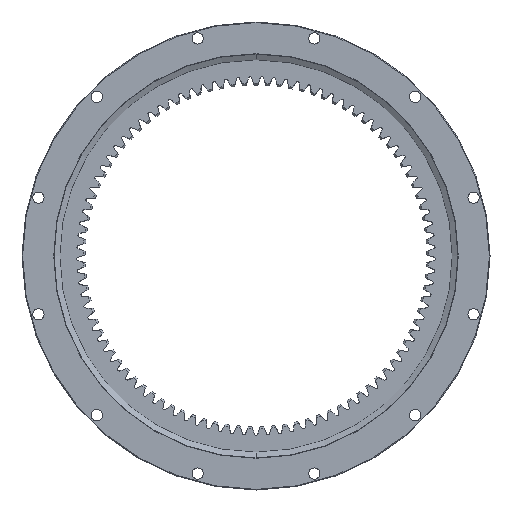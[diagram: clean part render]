
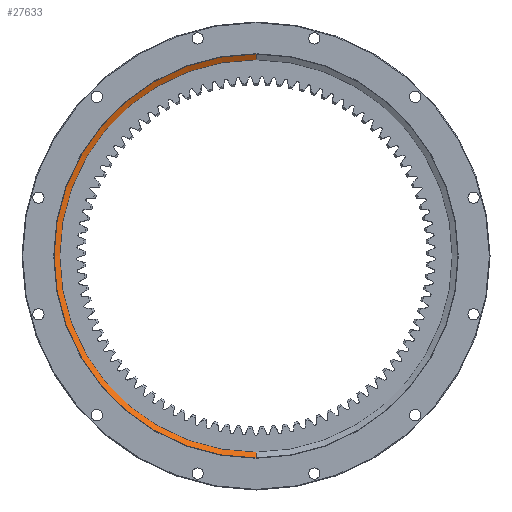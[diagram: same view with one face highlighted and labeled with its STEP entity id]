
A CAD part, front view. The second image highlights one B-rep face of the part: STEP entity #27633.
In plain terms, the highlighted conical face has half-angle 59.671 degrees and reference radius 322.75 mm.
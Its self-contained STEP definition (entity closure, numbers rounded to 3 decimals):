
#2541 = AXIS2_PLACEMENT_3D ( 'NONE', #6131, #5620, #9195 ) ;
#3149 = ORIENTED_EDGE ( 'NONE', *, *, #9354, .F. ) ;
#3449 = VERTEX_POINT ( 'NONE', #19060 ) ;
#5062 = ORIENTED_EDGE ( 'NONE', *, *, #8010, .F. ) ;
#5385 = VERTEX_POINT ( 'NONE', #16717 ) ;
#5585 = CIRCLE ( 'NONE', #35125, 322.75 ) ;
#5620 = DIRECTION ( 'NONE',  ( 0., -1., 0. ) ) ;
#5945 = DIRECTION ( 'NONE',  ( 0., -1., 0. ) ) ;
#6131 = CARTESIAN_POINT ( 'NONE',  ( 0., -16.961, 0. ) ) ;
#7320 = EDGE_LOOP ( 'NONE', ( #3149, #9189, #11101, #5062 ) ) ;
#7363 = CIRCLE ( 'NONE', #2541, 313.624 ) ;
#8010 = EDGE_CURVE ( 'NONE', #5385, #10214, #24176, .T. ) ;
#9189 = ORIENTED_EDGE ( 'NONE', *, *, #13883, .T. ) ;
#9195 = DIRECTION ( 'NONE',  ( 0., 0., -1. ) ) ;
#9354 = EDGE_CURVE ( 'NONE', #3449, #5385, #7363, .T. ) ;
#10202 = DIRECTION ( 'NONE',  ( 0., -0.505, -0.863 ) ) ;
#10214 = VERTEX_POINT ( 'NONE', #38474 ) ;
#11101 = ORIENTED_EDGE ( 'NONE', *, *, #28195, .T. ) ;
#12064 = AXIS2_PLACEMENT_3D ( 'NONE', #18958, #12910, #22530 ) ;
#12910 = DIRECTION ( 'NONE',  ( 0., -1., 0. ) ) ;
#13686 = VECTOR ( 'NONE', #20875, 1000. ) ;
#13883 = EDGE_CURVE ( 'NONE', #3449, #17307, #25625, .T. ) ;
#14705 = CARTESIAN_POINT ( 'NONE',  ( 0., -22.3, 322.75 ) ) ;
#15833 = DIRECTION ( 'NONE',  ( 0., 0., -1. ) ) ;
#16717 = CARTESIAN_POINT ( 'NONE',  ( 0., -16.961, -313.624 ) ) ;
#17307 = VERTEX_POINT ( 'NONE', #19548 ) ;
#18958 = CARTESIAN_POINT ( 'NONE',  ( 0., -22.3, 0. ) ) ;
#19060 = CARTESIAN_POINT ( 'NONE',  ( 0., -16.961, 313.624 ) ) ;
#19548 = CARTESIAN_POINT ( 'NONE',  ( 0., -22.3, 322.75 ) ) ;
#20875 = DIRECTION ( 'NONE',  ( 0., -0.505, 0.863 ) ) ;
#22530 = DIRECTION ( 'NONE',  ( 0., 0., -1. ) ) ;
#23827 = CARTESIAN_POINT ( 'NONE',  ( 0., -22.3, 0. ) ) ;
#24176 = LINE ( 'NONE', #28506, #37087 ) ;
#25625 = LINE ( 'NONE', #14705, #13686 ) ;
#27633 = ADVANCED_FACE ( 'NONE', ( #36250 ), #32419, .F. ) ;
#28195 = EDGE_CURVE ( 'NONE', #17307, #10214, #5585, .T. ) ;
#28506 = CARTESIAN_POINT ( 'NONE',  ( 0., -22.3, -322.75 ) ) ;
#32419 = CONICAL_SURFACE ( 'NONE', #12064, 322.75, 1.041 ) ;
#35125 = AXIS2_PLACEMENT_3D ( 'NONE', #23827, #5945, #15833 ) ;
#36250 = FACE_OUTER_BOUND ( 'NONE', #7320, .T. ) ;
#37087 = VECTOR ( 'NONE', #10202, 1000. ) ;
#38474 = CARTESIAN_POINT ( 'NONE',  ( 0., -22.3, -322.75 ) ) ;
